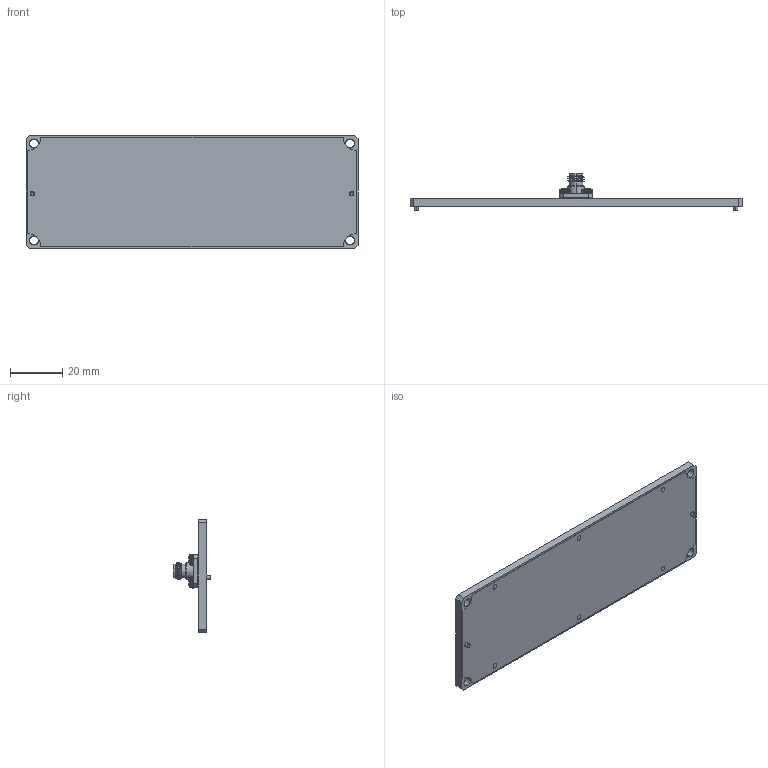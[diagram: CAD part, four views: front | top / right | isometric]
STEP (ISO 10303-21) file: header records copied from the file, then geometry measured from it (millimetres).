
FILE_DESCRIPTION (( 'STEP AP214' ), '1' );
FILE_NAME ('DMAM-28-121-1, DF.STEP', '2018-03-20T16:34:46', ( '' ), ( '' ), 'SwSTEP 2.0', 'SolidWorks 2016', '' );
FILE_SCHEMA (( 'AUTOMOTIVE_DESIGN' ));
Length unit declared in the file: inch
Products named in the file (1): DMAM-28-121-1, DF
Bounding box: 127 x 14.29 x 43.18 mm (x, y, z)
Volume: 18417.5 mm3; surface area: 23796.5 mm2
Topology: 13 solids, 13 shells, 553 faces, 1523 edges, 1004 vertices
Faces by surface type: cylinder 338, plane 127, cone 48, torus 18, bspline 14, sphere 8
Entity records: 29896 total; most frequent: CARTESIAN_POINT 9774, ORIENTED_EDGE 3046, DIRECTION 2354, EDGE_CURVE 1523, VERTEX_POINT 1004, AXIS2_PLACEMENT_3D 898, EDGE_LOOP 597, UNCERTAINTY_MEASURE_WITH_UNIT 568
